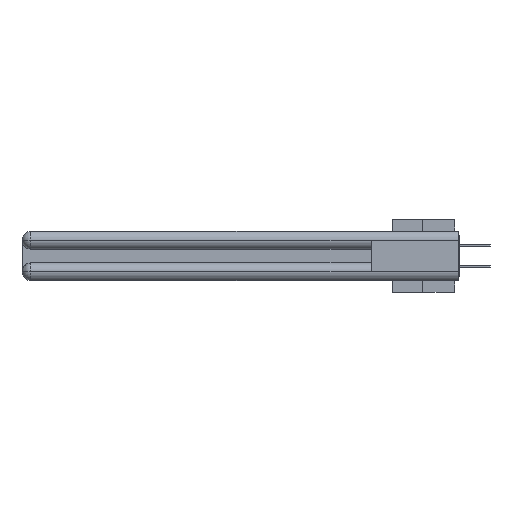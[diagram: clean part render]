
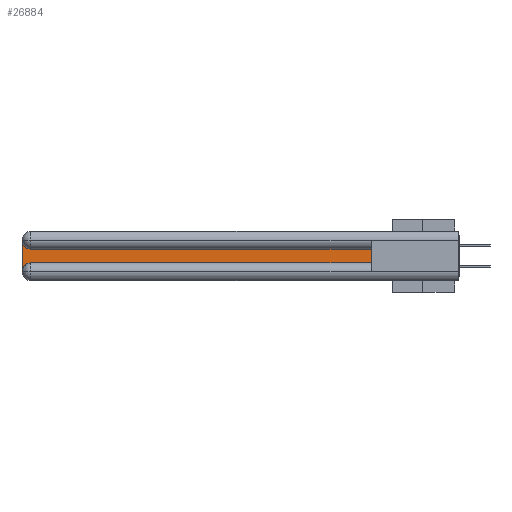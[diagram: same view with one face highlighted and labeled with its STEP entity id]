
A CAD part, left-side view. The second image highlights one B-rep face of the part: STEP entity #26884.
In plain terms, the highlighted planar face has unit normal (-1, 0, 0).
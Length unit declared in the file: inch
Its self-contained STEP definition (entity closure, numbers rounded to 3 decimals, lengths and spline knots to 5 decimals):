
#541 = EDGE_CURVE ( 'NONE', #8497, #22047, #31298, .T. ) ;
#626 = AXIS2_PLACEMENT_3D ( 'NONE', #34627, #16588, #34892 ) ;
#641 = CIRCLE ( 'NONE', #17729, 0.06 ) ;
#1368 = CARTESIAN_POINT ( 'NONE',  ( 0.075, 2.94, -0.2775 ) ) ;
#3115 = ORIENTED_EDGE ( 'NONE', *, *, #10550, .T. ) ;
#3238 = AXIS2_PLACEMENT_3D ( 'NONE', #3939, #31394, #7021 ) ;
#3258 = FACE_OUTER_BOUND ( 'NONE', #9991, .T. ) ;
#3939 = CARTESIAN_POINT ( 'NONE',  ( 0.075, 3., -0.1225 ) ) ;
#5030 = CARTESIAN_POINT ( 'NONE',  ( 0.075, 0.6, -0.2175 ) ) ;
#7021 = DIRECTION ( 'NONE',  ( 0., 0., -1. ) ) ;
#7167 = VECTOR ( 'NONE', #8749, 39.37008 ) ;
#8297 = LINE ( 'NONE', #22850, #21569 ) ;
#8497 = VERTEX_POINT ( 'NONE', #27249 ) ;
#8749 = DIRECTION ( 'NONE',  ( 0., 1., 0. ) ) ;
#9991 = EDGE_LOOP ( 'NONE', ( #34479, #28809, #15049, #3115, #37784, #16851 ) ) ;
#10550 = EDGE_CURVE ( 'NONE', #18785, #8497, #641, .T. ) ;
#10749 = DIRECTION ( 'NONE',  ( 0., 0., 1. ) ) ;
#10898 = VECTOR ( 'NONE', #16726, 39.37008 ) ;
#13296 = DIRECTION ( 'NONE',  ( 1., 0., 0. ) ) ;
#13437 = EDGE_CURVE ( 'NONE', #18345, #37226, #37571, .T. ) ;
#15049 = ORIENTED_EDGE ( 'NONE', *, *, #35676, .T. ) ;
#16552 = CARTESIAN_POINT ( 'NONE',  ( 0.075, 0.6, -0.1225 ) ) ;
#16588 = DIRECTION ( 'NONE',  ( 1., 0., 0. ) ) ;
#16726 = DIRECTION ( 'NONE',  ( 0., -1., 0. ) ) ;
#16851 = ORIENTED_EDGE ( 'NONE', *, *, #30404, .T. ) ;
#17133 = CARTESIAN_POINT ( 'NONE',  ( 0.075, 3., -0.2775 ) ) ;
#17218 = CARTESIAN_POINT ( 'NONE',  ( 0.075, 0.6, -0.2175 ) ) ;
#17729 = AXIS2_PLACEMENT_3D ( 'NONE', #1368, #13296, #29062 ) ;
#17876 = LINE ( 'NONE', #5030, #24046 ) ;
#18345 = VERTEX_POINT ( 'NONE', #16552 ) ;
#18785 = VERTEX_POINT ( 'NONE', #17133 ) ;
#21569 = VECTOR ( 'NONE', #25878, 39.37008 ) ;
#22047 = VERTEX_POINT ( 'NONE', #37525 ) ;
#22850 = CARTESIAN_POINT ( 'NONE',  ( 0.075, 3., -0.2175 ) ) ;
#23598 = EDGE_CURVE ( 'NONE', #37226, #33386, #34630, .T. ) ;
#24046 = VECTOR ( 'NONE', #10749, 39.37008 ) ;
#24342 = CARTESIAN_POINT ( 'NONE',  ( 0.075, 3., -0.0625 ) ) ;
#25878 = DIRECTION ( 'NONE',  ( 0., 0., -1. ) ) ;
#26884 = ADVANCED_FACE ( 'NONE', ( #3258 ), #37409, .F. ) ;
#27249 = CARTESIAN_POINT ( 'NONE',  ( 0.075, 2.94, -0.2175 ) ) ;
#28809 = ORIENTED_EDGE ( 'NONE', *, *, #23598, .T. ) ;
#29062 = DIRECTION ( 'NONE',  ( 0., 0., -1. ) ) ;
#30404 = EDGE_CURVE ( 'NONE', #22047, #18345, #17876, .T. ) ;
#31298 = LINE ( 'NONE', #17218, #10898 ) ;
#31394 = DIRECTION ( 'NONE',  ( 1., 0., 0. ) ) ;
#32095 = CARTESIAN_POINT ( 'NONE',  ( 0.075, 2.94, -0.1225 ) ) ;
#33386 = VERTEX_POINT ( 'NONE', #24342 ) ;
#34479 = ORIENTED_EDGE ( 'NONE', *, *, #13437, .T. ) ;
#34627 = CARTESIAN_POINT ( 'NONE',  ( 0.075, 2.94, -0.0625 ) ) ;
#34630 = CIRCLE ( 'NONE', #626, 0.06 ) ;
#34892 = DIRECTION ( 'NONE',  ( 0., 0., -1. ) ) ;
#35676 = EDGE_CURVE ( 'NONE', #33386, #18785, #8297, .T. ) ;
#36335 = CARTESIAN_POINT ( 'NONE',  ( 0.075, 0.6, -0.1225 ) ) ;
#37226 = VERTEX_POINT ( 'NONE', #32095 ) ;
#37409 = PLANE ( 'NONE',  #3238 ) ;
#37525 = CARTESIAN_POINT ( 'NONE',  ( 0.075, 0.6, -0.2175 ) ) ;
#37571 = LINE ( 'NONE', #36335, #7167 ) ;
#37784 = ORIENTED_EDGE ( 'NONE', *, *, #541, .T. ) ;
